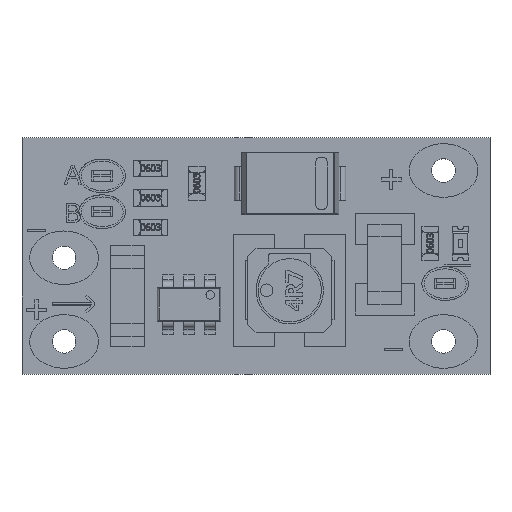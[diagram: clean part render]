
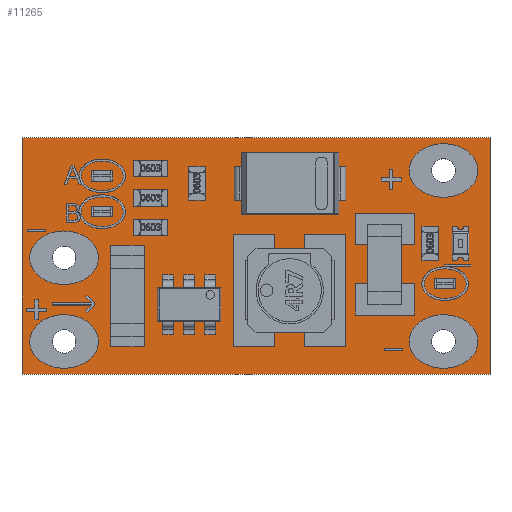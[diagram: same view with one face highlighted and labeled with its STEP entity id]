
A CAD part, top view. The second image highlights one B-rep face of the part: STEP entity #11265.
In plain terms, the highlighted face is planar.
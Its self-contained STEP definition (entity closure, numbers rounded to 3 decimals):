
#956=FACE_BOUND('',#2116,.T.);
#957=FACE_BOUND('',#2117,.T.);
#958=FACE_BOUND('',#2118,.T.);
#959=FACE_BOUND('',#2119,.T.);
#995=PLANE('',#12295);
#1408=FACE_OUTER_BOUND('',#2115,.T.);
#2115=EDGE_LOOP('',(#7919,#7920,#7921,#7922));
#2116=EDGE_LOOP('',(#7923));
#2117=EDGE_LOOP('',(#7924));
#2118=EDGE_LOOP('',(#7925));
#2119=EDGE_LOOP('',(#7926));
#2847=LINE('',#15853,#3965);
#2851=LINE('',#15861,#3969);
#2854=LINE('',#15867,#3972);
#2857=LINE('',#15872,#3975);
#3965=VECTOR('',#13120,10.);
#3969=VECTOR('',#13126,10.);
#3972=VECTOR('',#13131,10.);
#3975=VECTOR('',#13136,10.);
#5079=CIRCLE('',#12279,0.555);
#5081=CIRCLE('',#12282,0.555);
#5083=CIRCLE('',#12285,0.555);
#5085=CIRCLE('',#12288,0.555);
#5204=VERTEX_POINT('',#15827);
#5206=VERTEX_POINT('',#15833);
#5208=VERTEX_POINT('',#15839);
#5210=VERTEX_POINT('',#15845);
#5212=VERTEX_POINT('',#15851);
#5213=VERTEX_POINT('',#15852);
#5216=VERTEX_POINT('',#15860);
#5218=VERTEX_POINT('',#15866);
#6248=EDGE_CURVE('',#5204,#5204,#5079,.T.);
#6251=EDGE_CURVE('',#5206,#5206,#5081,.T.);
#6254=EDGE_CURVE('',#5208,#5208,#5083,.T.);
#6257=EDGE_CURVE('',#5210,#5210,#5085,.T.);
#6260=EDGE_CURVE('',#5212,#5213,#2847,.T.);
#6264=EDGE_CURVE('',#5216,#5212,#2851,.T.);
#6267=EDGE_CURVE('',#5218,#5216,#2854,.T.);
#6270=EDGE_CURVE('',#5213,#5218,#2857,.T.);
#7919=ORIENTED_EDGE('',*,*,#6270,.F.);
#7920=ORIENTED_EDGE('',*,*,#6260,.F.);
#7921=ORIENTED_EDGE('',*,*,#6264,.F.);
#7922=ORIENTED_EDGE('',*,*,#6267,.F.);
#7923=ORIENTED_EDGE('',*,*,#6257,.F.);
#7924=ORIENTED_EDGE('',*,*,#6254,.F.);
#7925=ORIENTED_EDGE('',*,*,#6251,.F.);
#7926=ORIENTED_EDGE('',*,*,#6248,.F.);
#11265=ADVANCED_FACE('',(#1408,#956,#957,#958,#959),#995,.F.);
#12279=AXIS2_PLACEMENT_3D('',#15828,#13092,#13093);
#12282=AXIS2_PLACEMENT_3D('',#15834,#13099,#13100);
#12285=AXIS2_PLACEMENT_3D('',#15840,#13106,#13107);
#12288=AXIS2_PLACEMENT_3D('',#15846,#13113,#13114);
#12295=AXIS2_PLACEMENT_3D('',#15875,#13140,#13141);
#13092=DIRECTION('center_axis',(0.,0.,-1.));
#13093=DIRECTION('ref_axis',(1.,0.,0.));
#13099=DIRECTION('center_axis',(0.,0.,-1.));
#13100=DIRECTION('ref_axis',(1.,0.,0.));
#13106=DIRECTION('center_axis',(0.,0.,-1.));
#13107=DIRECTION('ref_axis',(1.,0.,0.));
#13113=DIRECTION('center_axis',(0.,0.,-1.));
#13114=DIRECTION('ref_axis',(1.,0.,0.));
#13120=DIRECTION('',(1.,0.,0.));
#13126=DIRECTION('',(0.,-1.,0.));
#13131=DIRECTION('',(-1.,0.,0.));
#13136=DIRECTION('',(0.,1.,0.));
#13140=DIRECTION('center_axis',(0.,0.,1.));
#13141=DIRECTION('ref_axis',(1.,0.,0.));
#15827=CARTESIAN_POINT('',(8.34,-4.055,0.));
#15828=CARTESIAN_POINT('Origin',(8.895,-4.055,0.));
#15833=CARTESIAN_POINT('',(-9.66,0.085,0.));
#15834=CARTESIAN_POINT('Origin',(-9.105,0.085,0.));
#15839=CARTESIAN_POINT('',(8.34,4.055,0.));
#15840=CARTESIAN_POINT('Origin',(8.895,4.055,0.));
#15845=CARTESIAN_POINT('',(-9.66,4.055,0.));
#15846=CARTESIAN_POINT('Origin',(-9.105,4.055,0.));
#15851=CARTESIAN_POINT('',(-11.1,-5.6,0.));
#15852=CARTESIAN_POINT('',(11.1,-5.6,0.));
#15853=CARTESIAN_POINT('',(-11.1,-5.6,0.));
#15860=CARTESIAN_POINT('',(-11.1,5.6,0.));
#15861=CARTESIAN_POINT('',(-11.1,5.6,0.));
#15866=CARTESIAN_POINT('',(11.1,5.6,0.));
#15867=CARTESIAN_POINT('',(11.1,5.6,0.));
#15872=CARTESIAN_POINT('',(11.1,-5.6,0.));
#15875=CARTESIAN_POINT('Origin',(0.,0.,0.));
